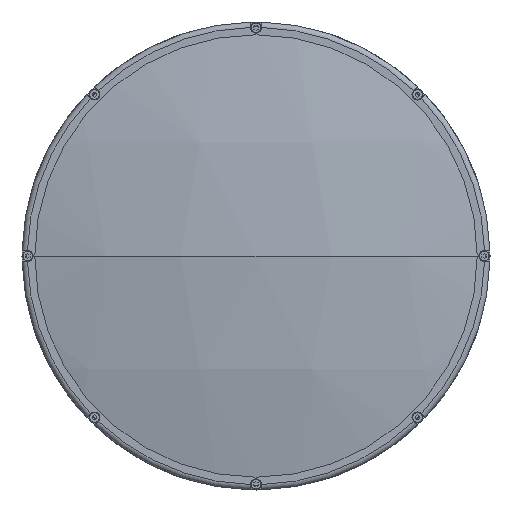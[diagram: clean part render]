
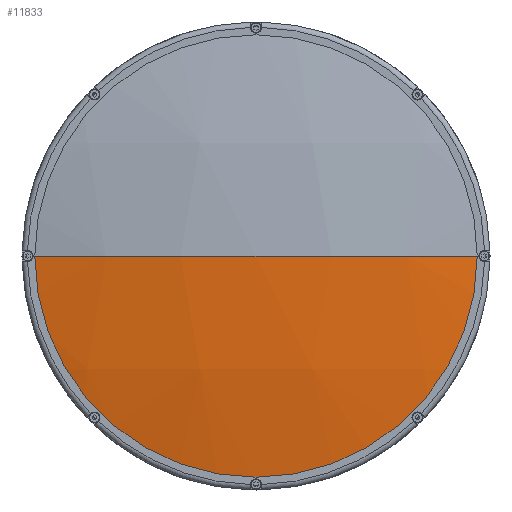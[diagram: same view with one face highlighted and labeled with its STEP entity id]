
A CAD part, left-side view. The second image highlights one B-rep face of the part: STEP entity #11833.
In plain terms, the highlighted spherical face has radius 606 mm.
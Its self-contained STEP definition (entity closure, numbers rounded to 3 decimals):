
#507 = EDGE_LOOP ( 'NONE', ( #13122, #2844, #14302 ) ) ;
#715 = EDGE_CURVE ( 'NONE', #14967, #4272, #14147, .T. ) ;
#827 = CARTESIAN_POINT ( 'NONE',  ( 44.715, 0.64, 0. ) ) ;
#977 = DIRECTION ( 'NONE',  ( 0., 0., -1. ) ) ;
#1272 = FACE_OUTER_BOUND ( 'NONE', #507, .T. ) ;
#2066 = DIRECTION ( 'NONE',  ( 0., -1., 0. ) ) ;
#2844 = ORIENTED_EDGE ( 'NONE', *, *, #11599, .T. ) ;
#3227 = CARTESIAN_POINT ( 'NONE',  ( -548.274, -124.26, 0. ) ) ;
#3396 = SPHERICAL_SURFACE ( 'NONE', #8538, 606. ) ;
#3972 = AXIS2_PLACEMENT_3D ( 'NONE', #827, #9394, #2066 ) ;
#4253 = DIRECTION ( 'NONE',  ( 0., 0., -1. ) ) ;
#4272 = VERTEX_POINT ( 'NONE', #3227 ) ;
#4725 = AXIS2_PLACEMENT_3D ( 'NONE', #11591, #4253, #12834 ) ;
#5347 = CARTESIAN_POINT ( 'NONE',  ( -548.274, 0.64, 0. ) ) ;
#6590 = DIRECTION ( 'NONE',  ( 0., 0., 1. ) ) ;
#7099 = EDGE_CURVE ( 'NONE', #14967, #13653, #9181, .T. ) ;
#8538 = AXIS2_PLACEMENT_3D ( 'NONE', #15627, #977, #9554 ) ;
#9181 = CIRCLE ( 'NONE', #3972, 606. ) ;
#9394 = DIRECTION ( 'NONE',  ( 0., 0., 1. ) ) ;
#9554 = DIRECTION ( 'NONE',  ( 0., 1., 0. ) ) ;
#10335 = AXIS2_PLACEMENT_3D ( 'NONE', #5347, #13908, #6590 ) ;
#11591 = CARTESIAN_POINT ( 'NONE',  ( 44.715, 0.64, 0. ) ) ;
#11599 = EDGE_CURVE ( 'NONE', #4272, #13653, #11637, .T. ) ;
#11637 = CIRCLE ( 'NONE', #4725, 606. ) ;
#11833 = ADVANCED_FACE ( 'NONE', ( #1272 ), #3396, .T. ) ;
#12019 = CARTESIAN_POINT ( 'NONE',  ( -548.274, 125.54, 0. ) ) ;
#12338 = CARTESIAN_POINT ( 'NONE',  ( -561.285, 0.64, 0. ) ) ;
#12834 = DIRECTION ( 'NONE',  ( 0., 1., 0. ) ) ;
#13122 = ORIENTED_EDGE ( 'NONE', *, *, #715, .T. ) ;
#13653 = VERTEX_POINT ( 'NONE', #12338 ) ;
#13908 = DIRECTION ( 'NONE',  ( -1., 0., 0. ) ) ;
#14147 = CIRCLE ( 'NONE', #10335, 124.9 ) ;
#14302 = ORIENTED_EDGE ( 'NONE', *, *, #7099, .F. ) ;
#14967 = VERTEX_POINT ( 'NONE', #12019 ) ;
#15627 = CARTESIAN_POINT ( 'NONE',  ( 44.715, 0.64, 0. ) ) ;
